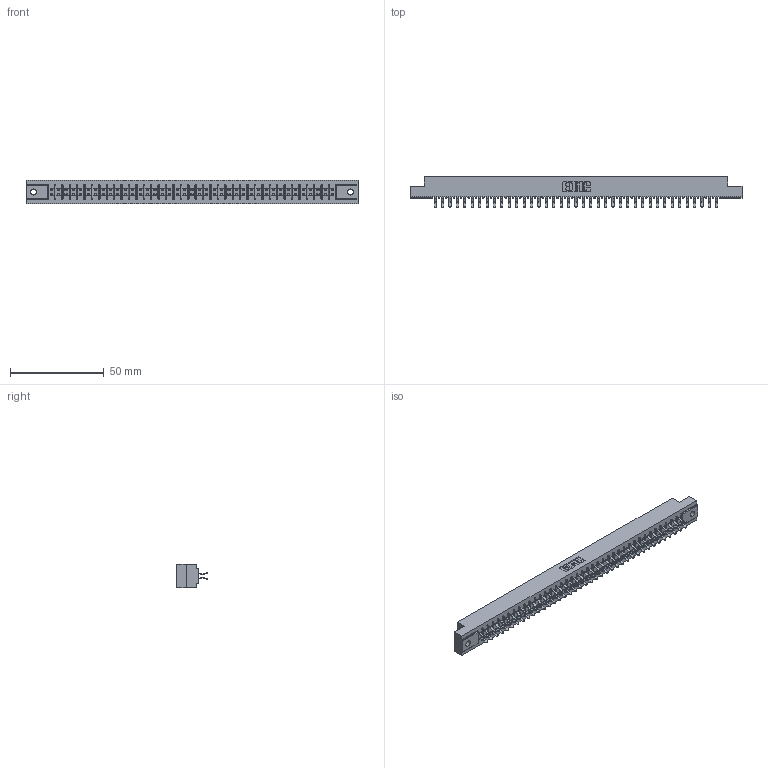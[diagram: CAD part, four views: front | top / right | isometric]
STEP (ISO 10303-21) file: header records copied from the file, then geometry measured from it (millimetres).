
FILE_DESCRIPTION (( 'STEP AP203' ), '1' );
FILE_NAME ('305-078-556-202.STEP', '2019-09-10T09:19:50', ( '' ), ( '' ), 'SwSTEP 2.0', 'SolidWorks 2016', '' );
FILE_SCHEMA (( 'CONFIG_CONTROL_DESIGN' ));
Length unit declared in the file: inch
Products named in the file (3): 305-290-001_556; 305-078-556-202; 305 Part_.128 Dia
Assembly tree (79 placements, depth 2):
  305-078-556-202
    305 Part_.128 Dia
    305-290-001_556  x78
Bounding box: 177.55 x 16.64 x 12.7 mm (x, y, z)
Volume: 18449.7 mm3; surface area: 23170.1 mm2
Topology: 79 solids, 79 shells, 4484 faces, 12913 edges, 8398 vertices
Faces by surface type: plane 2486, cylinder 1842, sphere 156
Entity records: 42816 total; most frequent: CARTESIAN_POINT 7087, ORIENTED_EDGE 7034, DIRECTION 6861, EDGE_CURVE 3517, LINE 2837, VECTOR 2837, VERTEX_POINT 2238, AXIS2_PLACEMENT_3D 2012
